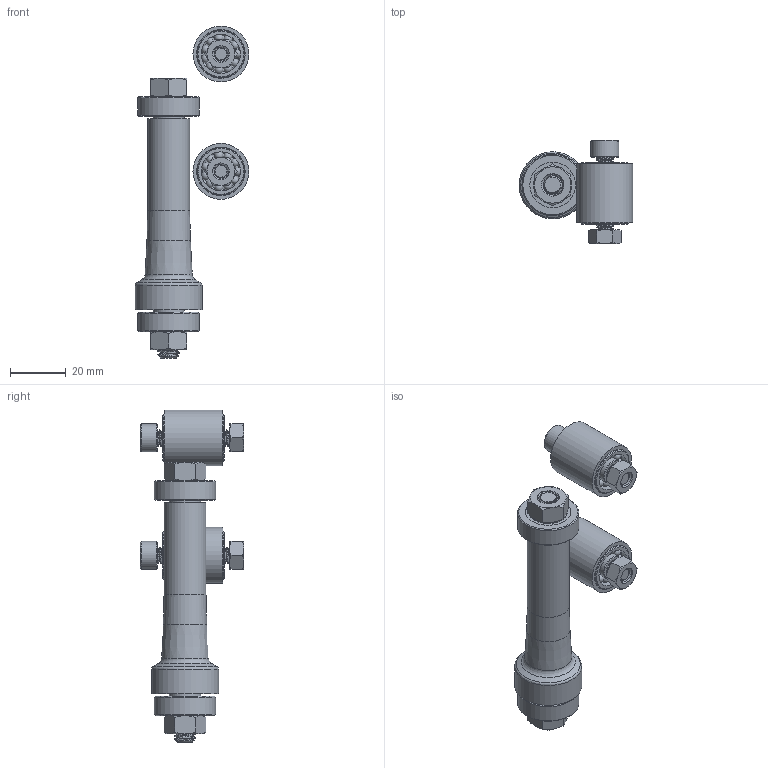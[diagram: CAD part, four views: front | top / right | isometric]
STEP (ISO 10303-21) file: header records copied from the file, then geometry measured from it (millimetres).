
FILE_DESCRIPTION(/* description */ (''),/* implementation_level */ '2;1');
FILE_NAME(/* name */ 'Side Rollers.stp',/* time_stamp */ '2017-09-03T11:01:58-07:00',/* author */ (''),/* organization */ (''),/* preprocessor_version */ 'ST-DEVELOPER v16.13',/* originating_system */ 'Autodesk Translation Framework v6.1.1.50',/* authorisation */ '');
FILE_SCHEMA (('AUTOMOTIVE_DESIGN { 1 0 10303 214 3 1 1 }'));
Length unit declared in the file: millimetre
Products named in the file (11): Side Rollers; 90591A161; 5972K501; m8x100_rod v1; winchbot-shortrtube-1; winchbot-shortroller-1; 91290A332; 606 v2; 90591A151; winchbot-rollertube; SpeedWasher
Assembly tree (20 placements, depth 2):
  Side Rollers
    90591A161  x2
    5972K501  x2
    m8x100_rod v1
    606 v2  x4
    91290A332  x2
    winchbot-shortroller-1  x2
    winchbot-shortrtube-1  x2
    90591A151  x2
    winchbot-rollertube
    SpeedWasher  x2
Bounding box: 40.68 x 37 x 118.75 mm (x, y, z)
Volume: 33989.5 mm3; surface area: 33735.3 mm2
Topology: 98 solids, 98 shells, 462 faces, 1045 edges, 651 vertices
Faces by surface type: cylinder 136, cone 113, plane 108, sphere 68, torus 23, bspline 14
Full cylindrical faces by diameter (mm): 6 x62, 6.35 x2, 8 x2, 8.09 x3, 9 x8, 10 x4, 11.2 x2, 13 x2, 13.681 x8, 14 x8, 15 x1, 16.319 x8, 17 x4, 17.35 x4, 20 x2, 22 x2, 24 x1
Entity records: 19245 total; most frequent: CARTESIAN_POINT 15673, DIRECTION 742, ORIENTED_EDGE 532, AXIS2_PLACEMENT_3D 356, EDGE_LOOP 266, EDGE_CURVE 266, VERTEX_POINT 220, FACE_OUTER_BOUND 181
